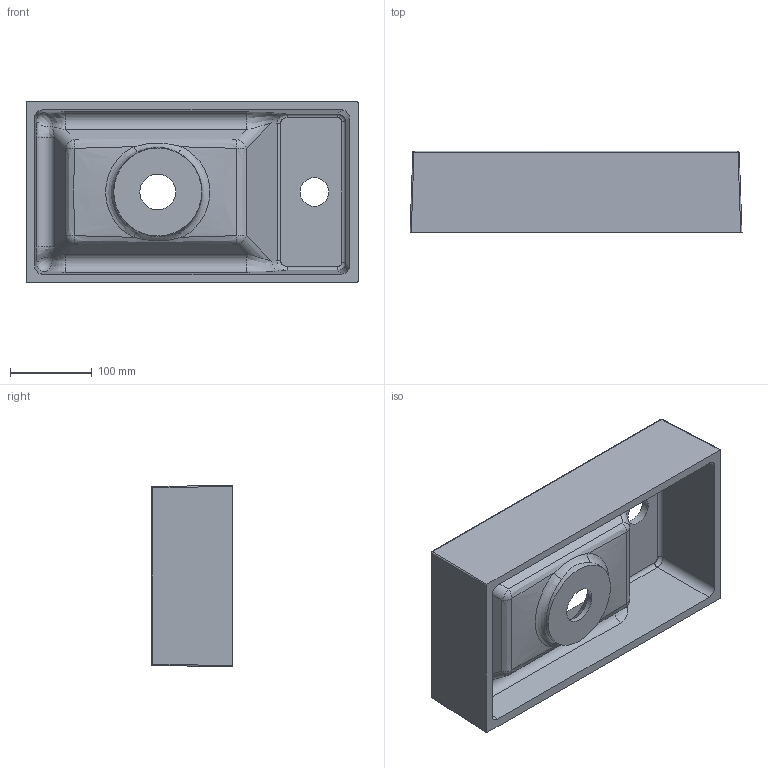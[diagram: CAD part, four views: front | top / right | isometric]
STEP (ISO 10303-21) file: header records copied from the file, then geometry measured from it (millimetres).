
FILE_DESCRIPTION (( 'STEP AP214' ), '1' );
FILE_NAME ('cooper.STEP', '2023-07-07T09:21:27', ( 'User Windows' ), ( '' ), 'SwSTEP 2.0', 'SolidWorks 2020', '' );
FILE_SCHEMA (( 'AUTOMOTIVE_DESIGN' ));
Length unit declared in the file: millimetre
Products named in the file (1): cooper
Bounding box: 406.98 x 100 x 222.84 mm (x, y, z)
Volume: 2749410 mm3; surface area: 418486 mm2
Topology: 1 solids, 1 shells, 107 faces, 242 edges, 134 vertices
Faces by surface type: bspline 41, cylinder 34, plane 21, sphere 8, cone 3
Full cylindrical faces by diameter (mm): 35 x1
Entity records: 6945 total; most frequent: CARTESIAN_POINT 4931, ORIENTED_EDGE 462, DIRECTION 348, EDGE_CURVE 231, AXIS2_PLACEMENT_3D 137, VERTEX_POINT 133, EDGE_LOOP 118, FACE_OUTER_BOUND 108
